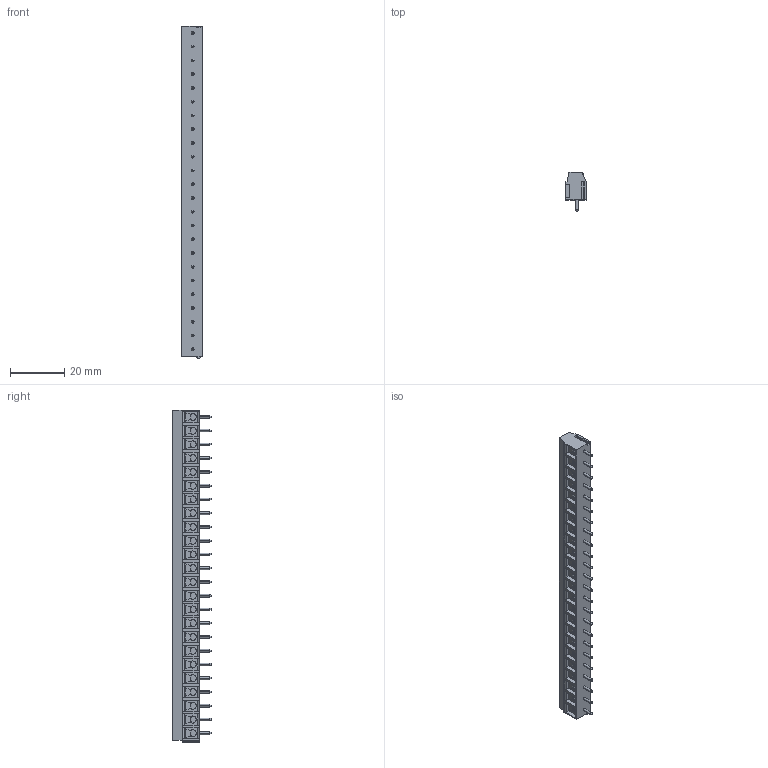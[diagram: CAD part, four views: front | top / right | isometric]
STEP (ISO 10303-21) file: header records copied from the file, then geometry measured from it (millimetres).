
FILE_DESCRIPTION((''),'2;1');
FILE_NAME('TL301R-XXP-XS','2024-12-11T',('yanfa'),(''),'PRO/ENGINEER BY PARAMETRIC TECHNOLOGY CORPORATION, 2009280','PRO/ENGINEER BY PARAMETRIC TECHNOLOGY CORPORATION, 2009280','');
FILE_SCHEMA(('AUTOMOTIVE_DESIGN_CC2 { 1 2 10303 214 -1 1 5 2 }'));
Length unit declared in the file: millimetre
Products named in the file (1): TL301R-XXP-XS
Bounding box: 7.5 x 14.3 x 122.61 mm (x, y, z)
Volume: 7009.4 mm3; surface area: 7385.3 mm2
Topology: 1 solids, 1 shells, 1481 faces, 3792 edges, 2409 vertices
Faces by surface type: plane 780, cylinder 463, cone 144, torus 48, sphere 46
Entity records: 46376 total; most frequent: CARTESIAN_POINT 10176, DIRECTION 7559, ORIENTED_EDGE 7492, EDGE_CURVE 3746, AXIS2_PLACEMENT_3D 2643, VERTEX_POINT 2409, VECTOR 2273, LINE 2273
